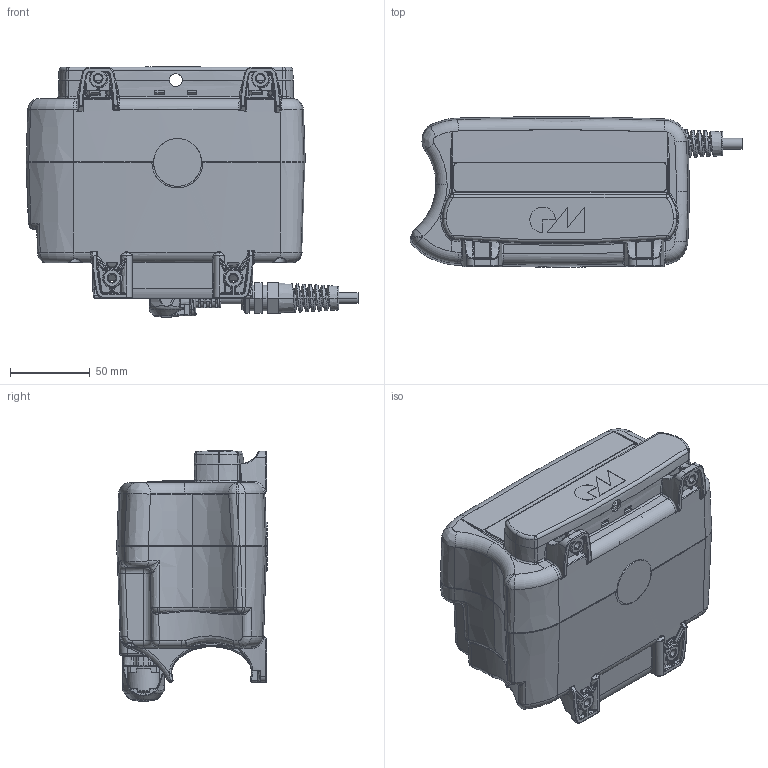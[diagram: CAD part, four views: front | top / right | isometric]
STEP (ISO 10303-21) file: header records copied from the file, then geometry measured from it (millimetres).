
FILE_DESCRIPTION (( 'STEP AP203' ), '1' );
FILE_NAME ('MCL 2.STEP', '2013-07-18T06:33:34', ( 'admin' ), ( 'Hewlett-Packard Company' ), 'SwSTEP 2.0', 'SolidWorks 2012', '' );
FILE_SCHEMA (( 'CONFIG_CONTROL_DESIGN' ));
Length unit declared in the file: millimetre
Products named in the file (1): MCL 2
Bounding box: 207.98 x 94.25 x 156.9 mm (x, y, z)
Volume: 1590328.6 mm3; surface area: 139380.2 mm2
Topology: 2 solids, 2 shells, 2325 faces, 5925 edges, 3525 vertices
Faces by surface type: bspline 821, plane 585, cylinder 381, cone 281, torus 155, sphere 102
Entity records: 102078 total; most frequent: CARTESIAN_POINT 53304, ORIENTED_EDGE 11596, DIRECTION 8448, EDGE_CURVE 5798, VERTEX_POINT 3510, AXIS2_PLACEMENT_3D 3318, EDGE_LOOP 2398, FACE_OUTER_BOUND 2324
